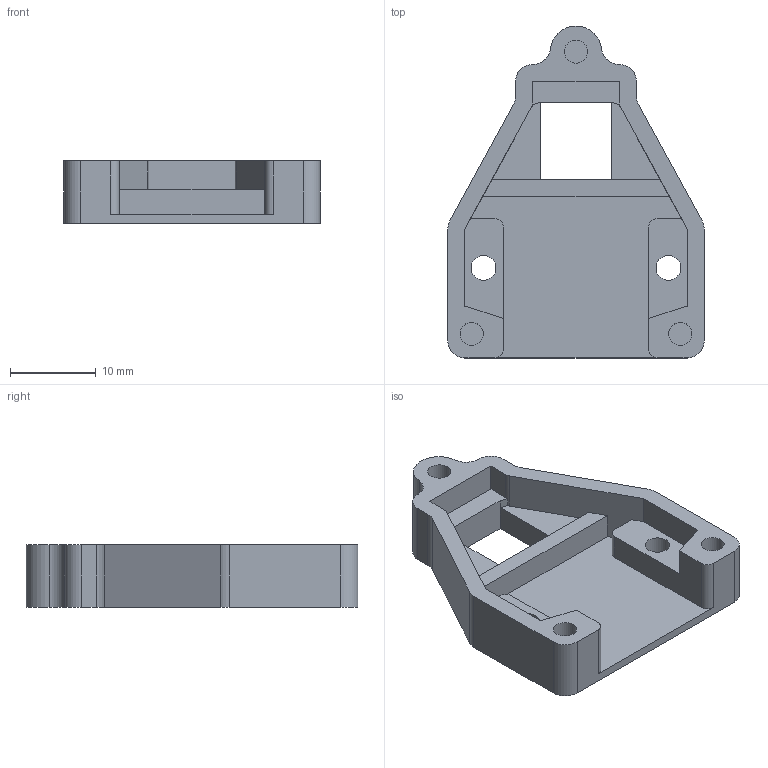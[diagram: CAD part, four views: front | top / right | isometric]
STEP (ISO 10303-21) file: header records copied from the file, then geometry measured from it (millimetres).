
FILE_DESCRIPTION(('FreeCAD Model'),'2;1');
FILE_NAME('InkjetHolderHorizontalMount.stp','2015-07-13T16:05:49',('FreeCAD'),( 'FreeCAD'),'Open CASCADE STEP processor 6.7','FreeCAD','Unknown');
FILE_SCHEMA(('AUTOMOTIVE_DESIGN_CC2 { 1 2 10303 214 -1 1 5 4 }'));
Length unit declared in the file: millimetre
Products named in the file (1): InkjetHolderHorizontalMount
Bounding box: 29.95 x 38.77 x 7.3 mm (x, y, z)
Volume: 2712.1 mm3; surface area: 3166 mm2
Topology: 1 solids, 1 shells, 65 faces, 181 edges, 120 vertices
Faces by surface type: plane 43, cylinder 22
Full cylindrical faces by diameter (mm): 2.7 x3, 2.9 x2
Entity records: 4471 total; most frequent: CARTESIAN_POINT 990, DIRECTION 605, LINE 364, VECTOR 364, ORIENTED_EDGE 362, PCURVE 362, DEFINITIONAL_REPRESENTATION 362, EDGE_CURVE 181
